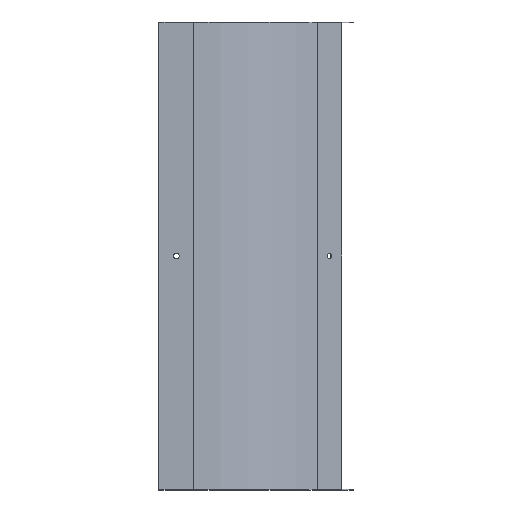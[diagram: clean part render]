
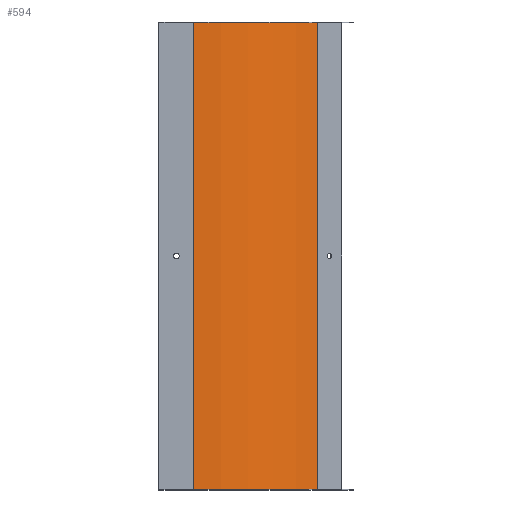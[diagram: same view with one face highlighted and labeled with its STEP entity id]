
A CAD part, front view. The second image highlights one B-rep face of the part: STEP entity #594.
In plain terms, the highlighted cylindrical face has radius 150 mm (diameter 300 mm), a partial arc.
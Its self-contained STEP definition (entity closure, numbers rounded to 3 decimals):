
#1 = DIRECTION ( 'NONE',  ( 0., 0., 1. ) ) ;
#32 = CARTESIAN_POINT ( 'NONE',  ( 29.792, 14., -401.2 ) ) ;
#43 = DIRECTION ( 'NONE',  ( 0., 0., 1. ) ) ;
#44 = CARTESIAN_POINT ( 'NONE',  ( 135.858, 57.934, -401.2 ) ) ;
#55 = DIRECTION ( 'NONE',  ( 1., 0., 0. ) ) ;
#58 = DIRECTION ( 'NONE',  ( 0., 0., -1. ) ) ;
#61 = CARTESIAN_POINT ( 'NONE',  ( 29.792, 164., 0. ) ) ;
#125 = CYLINDRICAL_SURFACE ( 'NONE', #415, 150. ) ;
#128 = FACE_OUTER_BOUND ( 'NONE', #261, .T. ) ;
#152 = CIRCLE ( 'NONE', #429, 150. ) ;
#153 = VECTOR ( 'NONE', #1, 1000. ) ;
#155 = LINE ( 'NONE', #32, #153 ) ;
#173 = VECTOR ( 'NONE', #43, 1000. ) ;
#176 = LINE ( 'NONE', #44, #173 ) ;
#179 = CIRCLE ( 'NONE', #433, 150. ) ;
#261 = EDGE_LOOP ( 'NONE', ( #338, #339, #347, #340 ) ) ;
#319 = VERTEX_POINT ( 'NONE', #656 ) ;
#338 = ORIENTED_EDGE ( 'NONE', *, *, #491, .F. ) ;
#339 = ORIENTED_EDGE ( 'NONE', *, *, #493, .F. ) ;
#340 = ORIENTED_EDGE ( 'NONE', *, *, #477, .T. ) ;
#347 = ORIENTED_EDGE ( 'NONE', *, *, #481, .T. ) ;
#389 = VERTEX_POINT ( 'NONE', #650 ) ;
#400 = VERTEX_POINT ( 'NONE', #645 ) ;
#404 = VERTEX_POINT ( 'NONE', #640 ) ;
#415 = AXIS2_PLACEMENT_3D ( 'NONE', #541, #572, #575 ) ;
#429 = AXIS2_PLACEMENT_3D ( 'NONE', #556, #551, #549 ) ;
#433 = AXIS2_PLACEMENT_3D ( 'NONE', #61, #58, #55 ) ;
#477 = EDGE_CURVE ( 'NONE', #389, #404, #179, .T. ) ;
#481 = EDGE_CURVE ( 'NONE', #400, #389, #176, .T. ) ;
#491 = EDGE_CURVE ( 'NONE', #319, #404, #155, .T. ) ;
#493 = EDGE_CURVE ( 'NONE', #400, #319, #152, .T. ) ;
#541 = CARTESIAN_POINT ( 'NONE',  ( 29.792, 164., -401.2 ) ) ;
#549 = DIRECTION ( 'NONE',  ( 1., 0., 0. ) ) ;
#551 = DIRECTION ( 'NONE',  ( 0., 0., -1. ) ) ;
#556 = CARTESIAN_POINT ( 'NONE',  ( 29.792, 164., -400.4 ) ) ;
#572 = DIRECTION ( 'NONE',  ( 0., 0., 1. ) ) ;
#575 = DIRECTION ( 'NONE',  ( 1., 0., 0. ) ) ;
#594 = ADVANCED_FACE ( 'NONE', ( #128 ), #125, .T. ) ;
#640 = CARTESIAN_POINT ( 'NONE',  ( 29.792, 14., 0. ) ) ;
#645 = CARTESIAN_POINT ( 'NONE',  ( 135.858, 57.934, -400.4 ) ) ;
#650 = CARTESIAN_POINT ( 'NONE',  ( 135.858, 57.934, 0. ) ) ;
#656 = CARTESIAN_POINT ( 'NONE',  ( 29.792, 14., -400.4 ) ) ;
